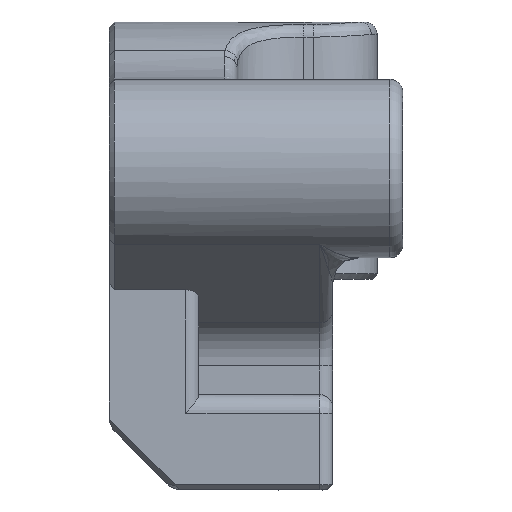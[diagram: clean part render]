
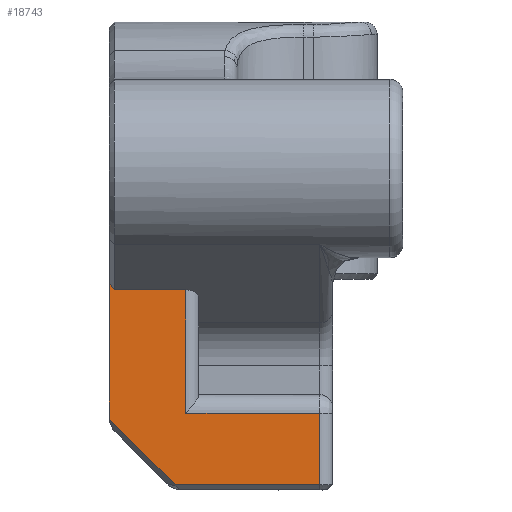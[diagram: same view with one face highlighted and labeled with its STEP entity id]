
A CAD part, left-side view. The second image highlights one B-rep face of the part: STEP entity #18743.
In plain terms, the highlighted planar face has unit normal (-1, 0, 0).
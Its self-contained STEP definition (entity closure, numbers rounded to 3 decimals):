
#256=PLANE('',#19909);
#1133=LINE('',#28307,#2413);
#1143=LINE('',#28326,#2423);
#1499=LINE('',#34443,#2779);
#1500=LINE('',#34445,#2780);
#1501=LINE('',#34447,#2781);
#1502=LINE('',#34449,#2782);
#1503=LINE('',#34451,#2783);
#1504=LINE('',#34452,#2784);
#2413=VECTOR('',#21147,10.);
#2423=VECTOR('',#21163,10.);
#2779=VECTOR('',#21877,9.334);
#2780=VECTOR('',#21878,5.6);
#2781=VECTOR('',#21879,10.5);
#2782=VECTOR('',#21880,9.696);
#2783=VECTOR('',#21881,5.);
#2784=VECTOR('',#21882,10.);
#4024=FACE_OUTER_BOUND('',#5189,.T.);
#5189=EDGE_LOOP('',(#14323,#14324,#14325,#14326,#14327,#14328,#14329,#14330));
#7465=VERTEX_POINT('',#28304);
#7466=VERTEX_POINT('',#28306);
#7472=VERTEX_POINT('',#28325);
#8237=VERTEX_POINT('',#34442);
#8238=VERTEX_POINT('',#34444);
#8239=VERTEX_POINT('',#34446);
#8240=VERTEX_POINT('',#34448);
#8241=VERTEX_POINT('',#34450);
#9431=EDGE_CURVE('',#7465,#7466,#1133,.T.);
#9441=EDGE_CURVE('',#7472,#7466,#1143,.T.);
#10448=EDGE_CURVE('',#8237,#7465,#1499,.T.);
#10449=EDGE_CURVE('',#8238,#8237,#1500,.T.);
#10450=EDGE_CURVE('',#8239,#8238,#1501,.T.);
#10451=EDGE_CURVE('',#8240,#8239,#1502,.T.);
#10452=EDGE_CURVE('',#8241,#8240,#1503,.T.);
#10453=EDGE_CURVE('',#7472,#8241,#1504,.T.);
#14323=ORIENTED_EDGE('',*,*,#9431,.F.);
#14324=ORIENTED_EDGE('',*,*,#10448,.F.);
#14325=ORIENTED_EDGE('',*,*,#10449,.F.);
#14326=ORIENTED_EDGE('',*,*,#10450,.F.);
#14327=ORIENTED_EDGE('',*,*,#10451,.F.);
#14328=ORIENTED_EDGE('',*,*,#10452,.F.);
#14329=ORIENTED_EDGE('',*,*,#10453,.F.);
#14330=ORIENTED_EDGE('',*,*,#9441,.T.);
#18743=ADVANCED_FACE('',(#4024),#256,.T.);
#19909=AXIS2_PLACEMENT_3D('',#34441,#21875,#21876);
#21147=DIRECTION('',(0.,0.707,0.707));
#21163=DIRECTION('',(0.,0.,-1.));
#21875=DIRECTION('center_axis',(-1.,0.,0.));
#21876=DIRECTION('ref_axis',(0.,0.,1.));
#21877=DIRECTION('',(0.,1.,0.));
#21878=DIRECTION('',(0.,0.,-1.));
#21879=DIRECTION('',(0.,-1.,0.));
#21880=DIRECTION('',(0.,0.,-1.));
#21881=DIRECTION('',(0.,-1.,0.));
#21882=DIRECTION('',(0.,-0.647,-0.763));
#28304=CARTESIAN_POINT('',(233.575,35.334,37.4));
#28306=CARTESIAN_POINT('',(233.575,40.5,42.566));
#28307=CARTESIAN_POINT('',(233.575,33.342,35.408));
#28325=CARTESIAN_POINT('',(233.575,40.5,53.168));
#28326=CARTESIAN_POINT('',(233.575,40.5,49.6));
#34441=CARTESIAN_POINT('Origin',(233.575,23.,37.));
#34442=CARTESIAN_POINT('',(233.575,24.,37.4));
#34443=CARTESIAN_POINT('',(233.575,24.,37.4));
#34444=CARTESIAN_POINT('',(233.575,24.,43.));
#34445=CARTESIAN_POINT('',(233.575,24.,43.));
#34446=CARTESIAN_POINT('',(233.575,34.5,43.));
#34447=CARTESIAN_POINT('',(233.575,34.5,43.));
#34448=CARTESIAN_POINT('',(233.575,34.5,52.696));
#34449=CARTESIAN_POINT('',(233.575,34.5,52.696));
#34450=CARTESIAN_POINT('',(233.575,40.1,52.696));
#34451=CARTESIAN_POINT('',(233.575,39.5,52.696));
#34452=CARTESIAN_POINT('',(233.575,29.388,40.065));
